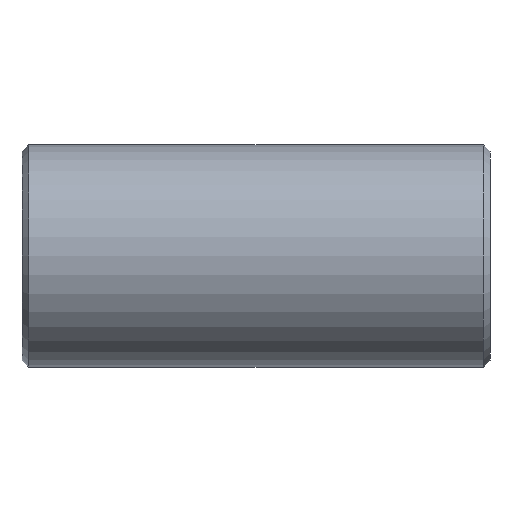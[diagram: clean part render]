
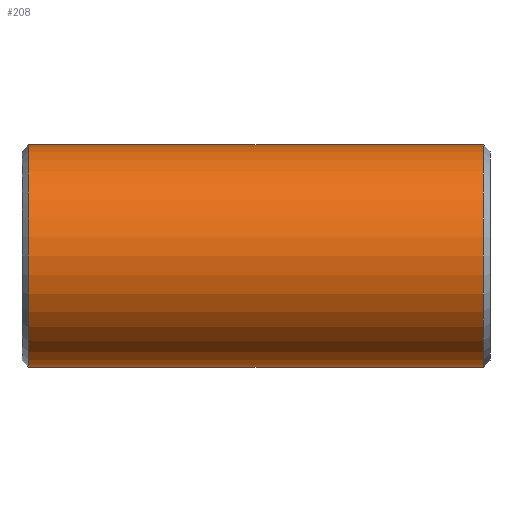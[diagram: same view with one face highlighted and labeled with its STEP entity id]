
A CAD part, front view. The second image highlights one B-rep face of the part: STEP entity #208.
In plain terms, the highlighted cylindrical face has radius 30.163 mm (diameter 60.325 mm), a partial arc.
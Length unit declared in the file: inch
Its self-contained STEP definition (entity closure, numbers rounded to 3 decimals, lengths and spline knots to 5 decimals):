
#20 = LINE ( 'NONE', #467, #461 ) ;
#52 = VERTEX_POINT ( 'NONE', #414 ) ;
#112 = EDGE_CURVE ( 'NONE', #322, #255, #20, .T. ) ;
#132 = CARTESIAN_POINT ( 'NONE',  ( 2.5, 0., 0. ) ) ;
#187 = LINE ( 'NONE', #524, #493 ) ;
#188 = CARTESIAN_POINT ( 'NONE',  ( -2.42733, 0., -1.1875 ) ) ;
#190 = CIRCLE ( 'NONE', #629, 1.1875 ) ;
#202 = DIRECTION ( 'NONE',  ( -1., 0., 0. ) ) ;
#206 = DIRECTION ( 'NONE',  ( 0., 0., -1. ) ) ;
#208 = ADVANCED_FACE ( 'NONE', ( #363 ), #638, .T. ) ;
#237 = CARTESIAN_POINT ( 'NONE',  ( -2.42733, 0., 0. ) ) ;
#255 = VERTEX_POINT ( 'NONE', #188 ) ;
#284 = AXIS2_PLACEMENT_3D ( 'NONE', #132, #590, #525 ) ;
#305 = DIRECTION ( 'NONE',  ( 0., 0., 1. ) ) ;
#322 = VERTEX_POINT ( 'NONE', #659 ) ;
#347 = DIRECTION ( 'NONE',  ( -1., 0., 0. ) ) ;
#363 = FACE_OUTER_BOUND ( 'NONE', #382, .T. ) ;
#382 = EDGE_LOOP ( 'NONE', ( #560, #593, #652, #437 ) ) ;
#414 = CARTESIAN_POINT ( 'NONE',  ( 2.42733, 0., 1.1875 ) ) ;
#437 = ORIENTED_EDGE ( 'NONE', *, *, #651, .T. ) ;
#461 = VECTOR ( 'NONE', #347, 39.37008 ) ;
#467 = CARTESIAN_POINT ( 'NONE',  ( 2.5, 0., -1.1875 ) ) ;
#474 = EDGE_CURVE ( 'NONE', #322, #52, #710, .T. ) ;
#493 = VECTOR ( 'NONE', #202, 39.37008 ) ;
#524 = CARTESIAN_POINT ( 'NONE',  ( 2.5, 0., 1.1875 ) ) ;
#525 = DIRECTION ( 'NONE',  ( 0., 0., 1. ) ) ;
#557 = VERTEX_POINT ( 'NONE', #574 ) ;
#558 = AXIS2_PLACEMENT_3D ( 'NONE', #608, #716, #206 ) ;
#560 = ORIENTED_EDGE ( 'NONE', *, *, #112, .F. ) ;
#574 = CARTESIAN_POINT ( 'NONE',  ( -2.42733, 0., 1.1875 ) ) ;
#590 = DIRECTION ( 'NONE',  ( -1., 0., 0. ) ) ;
#593 = ORIENTED_EDGE ( 'NONE', *, *, #474, .T. ) ;
#608 = CARTESIAN_POINT ( 'NONE',  ( 2.42733, 0., 0. ) ) ;
#629 = AXIS2_PLACEMENT_3D ( 'NONE', #237, #637, #305 ) ;
#637 = DIRECTION ( 'NONE',  ( 1., 0., 0. ) ) ;
#638 = CYLINDRICAL_SURFACE ( 'NONE', #284, 1.1875 ) ;
#651 = EDGE_CURVE ( 'NONE', #557, #255, #190, .T. ) ;
#652 = ORIENTED_EDGE ( 'NONE', *, *, #731, .T. ) ;
#659 = CARTESIAN_POINT ( 'NONE',  ( 2.42733, 0., -1.1875 ) ) ;
#710 = CIRCLE ( 'NONE', #558, 1.1875 ) ;
#716 = DIRECTION ( 'NONE',  ( -1., 0., 0. ) ) ;
#731 = EDGE_CURVE ( 'NONE', #52, #557, #187, .T. ) ;
